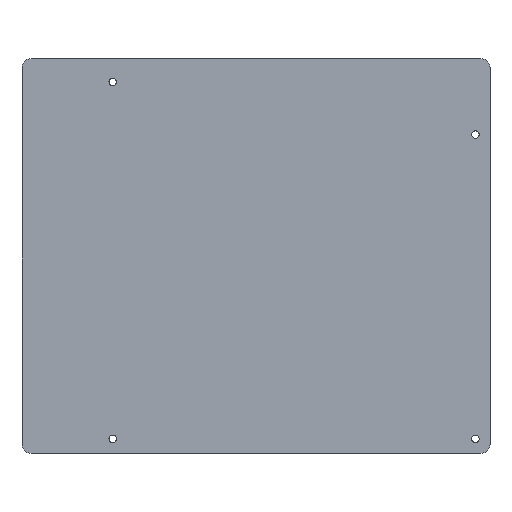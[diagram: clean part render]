
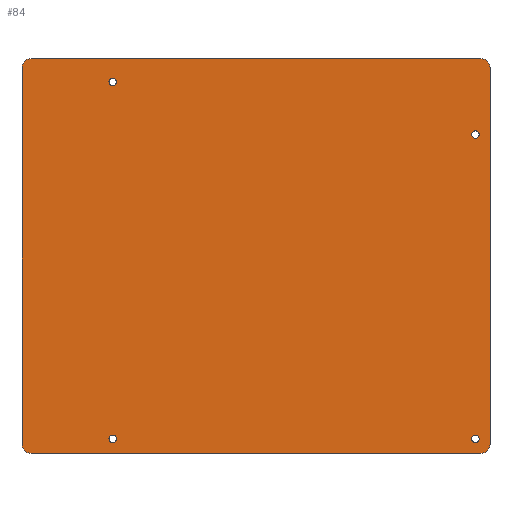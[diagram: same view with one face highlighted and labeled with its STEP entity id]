
A CAD part, top view. The second image highlights one B-rep face of the part: STEP entity #84.
In plain terms, the highlighted planar face has unit normal (0, 0, 1).
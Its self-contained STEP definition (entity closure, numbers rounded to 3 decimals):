
#50=FACE_BOUND('',#116,.T.);
#51=FACE_BOUND('',#117,.T.);
#52=FACE_BOUND('',#118,.T.);
#53=FACE_BOUND('',#119,.T.);
#54=FACE_BOUND('',#120,.T.);
#60=CIRCLE('',#286,1.6);
#62=CIRCLE('',#289,1.6);
#64=CIRCLE('',#292,1.6);
#66=CIRCLE('',#296,1.6);
#68=CIRCLE('',#299,4.);
#69=CIRCLE('',#300,4.);
#70=CIRCLE('',#301,4.);
#71=CIRCLE('',#302,4.);
#84=ADVANCED_FACE('',(#50,#51,#52,#53,#54),#94,.T.);
#94=PLANE('',#303);
#116=EDGE_LOOP('',(#154,#155,#156,#157,#158,#159,#160,#161));
#117=EDGE_LOOP('',(#162));
#118=EDGE_LOOP('',(#163));
#119=EDGE_LOOP('',(#164));
#120=EDGE_LOOP('',(#165));
#154=ORIENTED_EDGE('',*,*,#238,.T.);
#155=ORIENTED_EDGE('',*,*,#242,.T.);
#156=ORIENTED_EDGE('',*,*,#218,.T.);
#157=ORIENTED_EDGE('',*,*,#243,.T.);
#158=ORIENTED_EDGE('',*,*,#222,.T.);
#159=ORIENTED_EDGE('',*,*,#244,.T.);
#160=ORIENTED_EDGE('',*,*,#228,.T.);
#161=ORIENTED_EDGE('',*,*,#245,.T.);
#162=ORIENTED_EDGE('',*,*,#234,.F.);
#163=ORIENTED_EDGE('',*,*,#232,.F.);
#164=ORIENTED_EDGE('',*,*,#230,.F.);
#165=ORIENTED_EDGE('',*,*,#240,.F.);
#194=VERTEX_POINT('',#393);
#195=VERTEX_POINT('',#394);
#198=VERTEX_POINT('',#402);
#199=VERTEX_POINT('',#403);
#204=VERTEX_POINT('',#414);
#205=VERTEX_POINT('',#416);
#206=VERTEX_POINT('',#420);
#208=VERTEX_POINT('',#425);
#210=VERTEX_POINT('',#430);
#214=VERTEX_POINT('',#438);
#215=VERTEX_POINT('',#440);
#216=VERTEX_POINT('',#444);
#218=EDGE_CURVE('',#194,#195,#250,.T.);
#222=EDGE_CURVE('',#198,#199,#254,.T.);
#228=EDGE_CURVE('',#205,#204,#260,.T.);
#230=EDGE_CURVE('',#206,#206,#60,.T.);
#232=EDGE_CURVE('',#208,#208,#62,.T.);
#234=EDGE_CURVE('',#210,#210,#64,.T.);
#238=EDGE_CURVE('',#215,#214,#264,.T.);
#240=EDGE_CURVE('',#216,#216,#66,.T.);
#242=EDGE_CURVE('',#214,#194,#68,.T.);
#243=EDGE_CURVE('',#195,#198,#69,.T.);
#244=EDGE_CURVE('',#199,#205,#70,.T.);
#245=EDGE_CURVE('',#204,#215,#71,.T.);
#250=LINE('',#392,#266);
#254=LINE('',#401,#270);
#260=LINE('',#415,#276);
#264=LINE('',#439,#280);
#266=VECTOR('',#315,1.);
#270=VECTOR('',#321,1.);
#276=VECTOR('',#329,1.);
#280=VECTOR('',#353,1.);
#286=AXIS2_PLACEMENT_3D('',#419,#333,#334);
#289=AXIS2_PLACEMENT_3D('',#424,#339,#340);
#292=AXIS2_PLACEMENT_3D('',#429,#345,#346);
#296=AXIS2_PLACEMENT_3D('',#443,#357,#358);
#299=AXIS2_PLACEMENT_3D('',#448,#363,#364);
#300=AXIS2_PLACEMENT_3D('',#449,#365,#366);
#301=AXIS2_PLACEMENT_3D('',#450,#367,#368);
#302=AXIS2_PLACEMENT_3D('',#451,#369,#370);
#303=AXIS2_PLACEMENT_3D('',#452,#371,#372);
#315=DIRECTION('',(0.,-1.,0.));
#321=DIRECTION('',(1.,0.,0.));
#329=DIRECTION('',(0.,1.,0.));
#333=DIRECTION('',(0.,0.,1.));
#334=DIRECTION('',(1.,0.,0.));
#339=DIRECTION('',(0.,0.,1.));
#340=DIRECTION('',(1.,0.,0.));
#345=DIRECTION('',(0.,0.,1.));
#346=DIRECTION('',(1.,0.,0.));
#353=DIRECTION('',(-1.,0.,0.));
#357=DIRECTION('',(0.,0.,1.));
#358=DIRECTION('',(1.,0.,0.));
#363=DIRECTION('',(0.,0.,1.));
#364=DIRECTION('',(1.,0.,0.));
#365=DIRECTION('',(0.,0.,1.));
#366=DIRECTION('',(1.,0.,0.));
#367=DIRECTION('',(0.,0.,1.));
#368=DIRECTION('',(1.,0.,0.));
#369=DIRECTION('',(0.,0.,1.));
#370=DIRECTION('',(1.,0.,0.));
#371=DIRECTION('',(0.,0.,1.));
#372=DIRECTION('',(1.,0.,0.));
#392=CARTESIAN_POINT('',(-39.37,10.16,1.5));
#393=CARTESIAN_POINT('',(-39.37,6.16,1.5));
#394=CARTESIAN_POINT('',(-39.37,-157.29,1.5));
#401=CARTESIAN_POINT('',(-39.37,-161.29,1.5));
#402=CARTESIAN_POINT('',(-35.37,-161.29,1.5));
#403=CARTESIAN_POINT('',(159.83,-161.29,1.5));
#414=CARTESIAN_POINT('',(163.83,6.16,1.5));
#415=CARTESIAN_POINT('',(163.83,-161.29,1.5));
#416=CARTESIAN_POINT('',(163.83,-157.29,1.5));
#419=CARTESIAN_POINT('',(157.48,-154.94,1.5));
#420=CARTESIAN_POINT('',(159.08,-154.94,1.5));
#424=CARTESIAN_POINT('',(0.,0.,1.5));
#425=CARTESIAN_POINT('',(1.6,0.,1.5));
#429=CARTESIAN_POINT('',(0.,-154.94,1.5));
#430=CARTESIAN_POINT('',(1.6,-154.94,1.5));
#438=CARTESIAN_POINT('',(-35.37,10.16,1.5));
#439=CARTESIAN_POINT('',(163.83,10.16,1.5));
#440=CARTESIAN_POINT('',(159.83,10.16,1.5));
#443=CARTESIAN_POINT('',(157.48,-22.86,1.5));
#444=CARTESIAN_POINT('',(159.08,-22.86,1.5));
#448=CARTESIAN_POINT('',(-35.37,6.16,1.5));
#449=CARTESIAN_POINT('',(-35.37,-157.29,1.5));
#450=CARTESIAN_POINT('',(159.83,-157.29,1.5));
#451=CARTESIAN_POINT('',(159.83,6.16,1.5));
#452=CARTESIAN_POINT('',(0.,-154.94,1.5));
